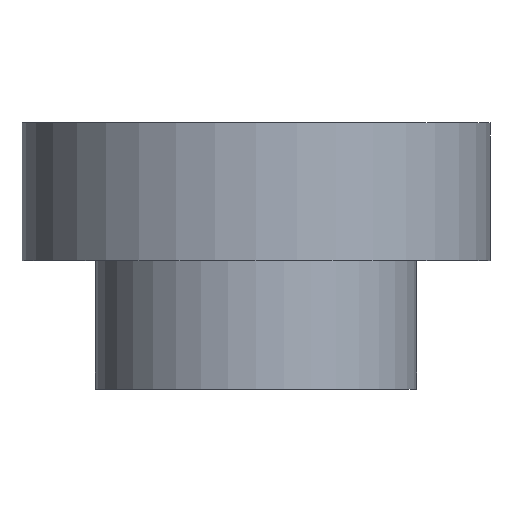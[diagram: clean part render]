
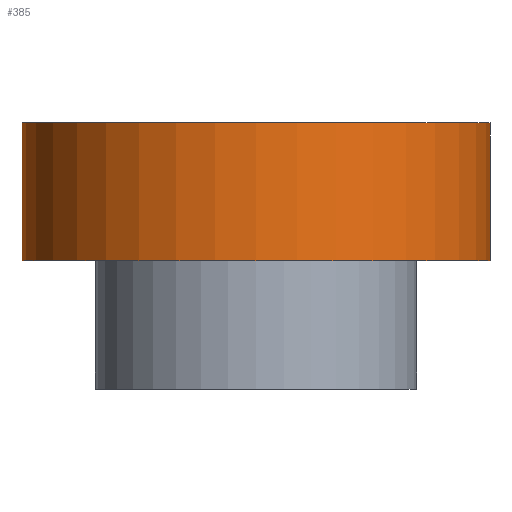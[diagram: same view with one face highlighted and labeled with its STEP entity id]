
A CAD part, front view. The second image highlights one B-rep face of the part: STEP entity #385.
In plain terms, the highlighted cylindrical face has radius 2.55 mm (diameter 5.1 mm), a full revolution.
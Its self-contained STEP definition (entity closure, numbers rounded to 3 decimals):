
#40=FACE_OUTER_BOUND('',#63,.T.);
#63=EDGE_LOOP('',(#332,#333,#334,#335));
#74=CIRCLE('',#423,2.55);
#75=CIRCLE('',#425,2.55);
#125=LINE('',#1700,#140);
#140=VECTOR('',#489,2.55);
#176=VERTEX_POINT('',#1696);
#177=VERTEX_POINT('',#1699);
#231=EDGE_CURVE('',#176,#176,#74,.T.);
#232=EDGE_CURVE('',#176,#177,#125,.T.);
#233=EDGE_CURVE('',#177,#177,#75,.T.);
#332=ORIENTED_EDGE('',*,*,#231,.T.);
#333=ORIENTED_EDGE('',*,*,#232,.T.);
#334=ORIENTED_EDGE('',*,*,#233,.F.);
#335=ORIENTED_EDGE('',*,*,#232,.F.);
#365=CYLINDRICAL_SURFACE('',#424,2.55);
#385=ADVANCED_FACE('',(#40),#365,.T.);
#423=AXIS2_PLACEMENT_3D('',#1697,#485,#486);
#424=AXIS2_PLACEMENT_3D('',#1698,#487,#488);
#425=AXIS2_PLACEMENT_3D('',#1701,#490,#491);
#485=DIRECTION('center_axis',(0.,0.,-1.));
#486=DIRECTION('ref_axis',(-1.,0.,0.));
#487=DIRECTION('center_axis',(0.,0.,1.));
#488=DIRECTION('ref_axis',(-1.,0.,0.));
#489=DIRECTION('',(0.,0.,-1.));
#490=DIRECTION('center_axis',(0.,0.,-1.));
#491=DIRECTION('ref_axis',(-1.,0.,0.));
#1696=CARTESIAN_POINT('',(2.55,0.,1.5));
#1697=CARTESIAN_POINT('Origin',(0.,0.,1.5));
#1698=CARTESIAN_POINT('Origin',(0.,0.,1.));
#1699=CARTESIAN_POINT('',(2.55,0.,0.));
#1700=CARTESIAN_POINT('',(2.55,0.,1.));
#1701=CARTESIAN_POINT('Origin',(0.,0.,0.));
